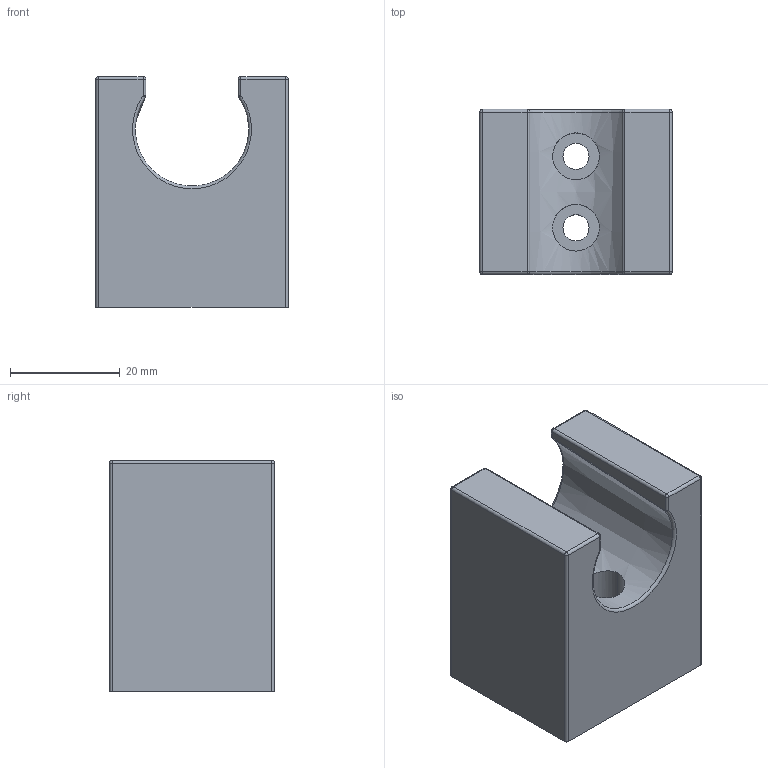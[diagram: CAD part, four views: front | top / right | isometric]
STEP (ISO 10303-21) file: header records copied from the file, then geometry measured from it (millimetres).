
FILE_DESCRIPTION((''),'2;1');
FILE_NAME('ZSUP026CR','2021-05-05T11:37:17',('ut3'),('PAFFONI SpA'),'CREO PARAMETRIC BY PTC INC, 2020044','CREO PARAMETRIC BY PTC INC, 2020044','');
FILE_SCHEMA(('CONFIG_CONTROL_DESIGN','SHAPE_APPEARANCE_LAYERS_GROUPS'));
Length unit declared in the file: millimetre
Products named in the file (1): ZSUP026CR
Bounding box: 35 x 30 x 42 mm (x, y, z)
Surface area: 14573.4 mm2 (no closed solid volume)
Topology: 0 solids, 1 shells, 67 faces, 144 edges, 84 vertices
Faces by surface type: cylinder 28, plane 21, sphere 12, cone 2, torus 2, bspline 2
Entity records: 2540 total; most frequent: CARTESIAN_POINT 552, DIRECTION 320, ORIENTED_EDGE 288, EDGE_CURVE 144, AXIS2_PLACEMENT_3D 127, VERTEX_POINT 84, EDGE_LOOP 76, FACE_OUTER_BOUND 67
